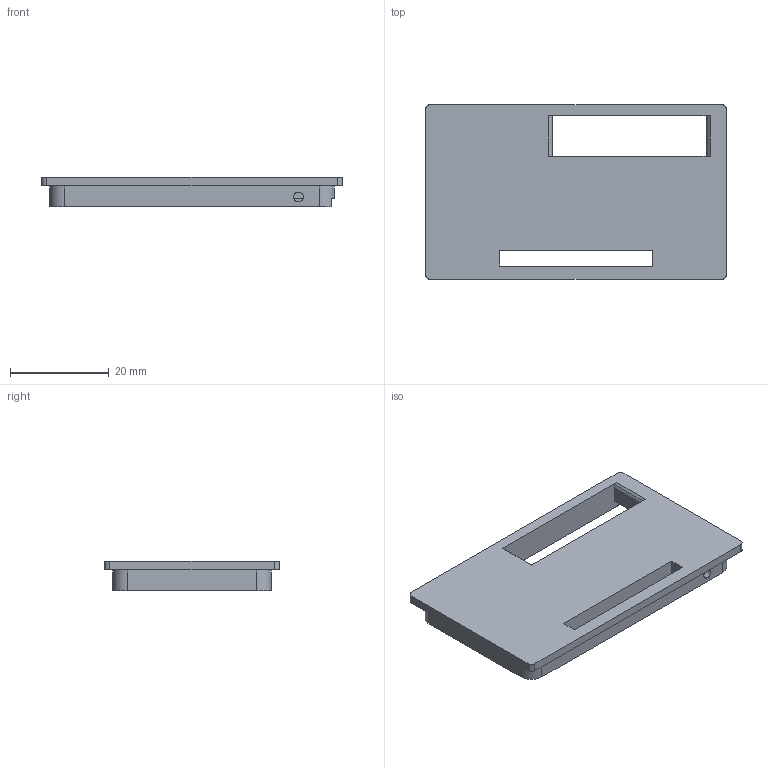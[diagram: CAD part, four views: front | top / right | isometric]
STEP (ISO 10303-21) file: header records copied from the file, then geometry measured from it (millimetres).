
FILE_DESCRIPTION(/* description */ (''),/* implementation_level */ '2;1');
FILE_NAME(/* name */ 'RXLID11.step',/* time_stamp */ '2025-05-16T10:31:23+01:00',/* author */ (''),/* organization */ (''),/* preprocessor_version */ 'ST-DEVELOPER v20.1',/* originating_system */ 'Autodesk Translation Framework v14.4.0.0',/* authorisation */ '');
FILE_SCHEMA (('AUTOMOTIVE_DESIGN { 1 0 10303 214 3 1 1 }'));
Length unit declared in the file: millimetre
Products named in the file (1): OpenSandwichA
Bounding box: 60.9 x 35.4 x 5.95 mm (x, y, z)
Volume: 4510.4 mm3; surface area: 5880.3 mm2
Topology: 1 solids, 1 shells, 71 faces, 204 edges, 135 vertices
Faces by surface type: plane 47, cylinder 18, bspline 6
Full cylindrical faces by diameter (mm): 2 x2
Entity records: 2592 total; most frequent: CARTESIAN_POINT 676, ORIENTED_EDGE 408, DIRECTION 364, EDGE_CURVE 204, LINE 150, VECTOR 150, VERTEX_POINT 135, AXIS2_PLACEMENT_3D 107
